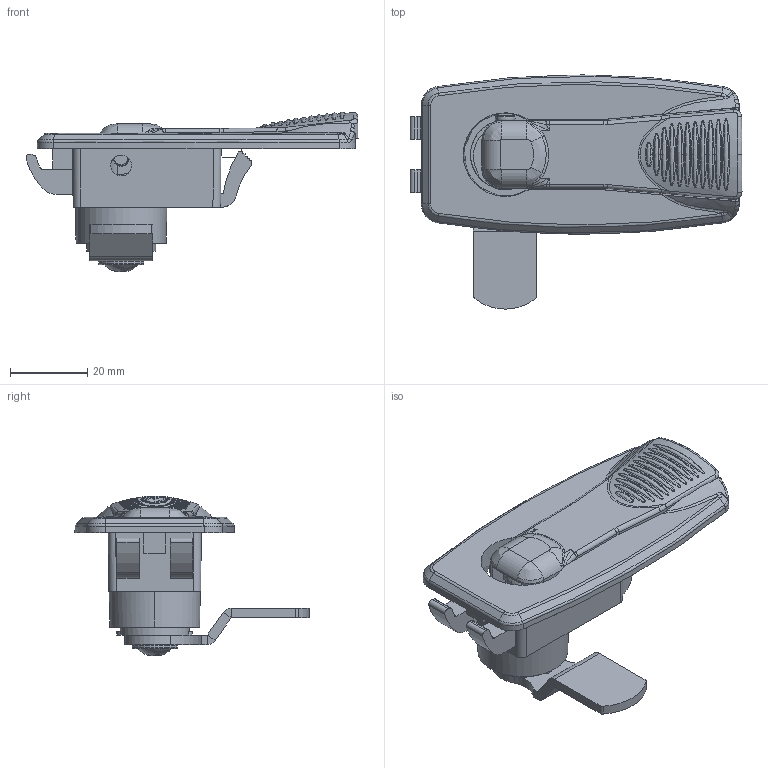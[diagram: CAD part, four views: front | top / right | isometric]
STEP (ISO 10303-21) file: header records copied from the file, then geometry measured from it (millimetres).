
FILE_DESCRIPTION (( 'STEP AP203' ), '1' );
FILE_NAME ('KP02.V2.24.R.STEP', '2022-08-09T05:16:10', ( '' ), ( '' ), 'SwSTEP 2.0', 'SolidWorks 2021', '' );
FILE_SCHEMA (( 'CONFIG_CONTROL_DESIGN' ));
Length unit declared in the file: millimetre
Products named in the file (1): KP02.V2.24.R
Bounding box: 86.16 x 60.75 x 41.47 mm (x, y, z)
Surface area: 16847.7 mm2 (no closed solid volume)
Topology: 0 solids, 9 shells, 368 faces, 1298 edges, 911 vertices
Faces by surface type: bspline 208, plane 97, cylinder 50, torus 9, sphere 4
Entity records: 23045 total; most frequent: CARTESIAN_POINT 14068, ORIENTED_EDGE 2146, EDGE_CURVE 1298, DIRECTION 1171, VERTEX_POINT 911, B_SPLINE_CURVE_WITH_KNOTS 531, LINE 427, VECTOR 427
